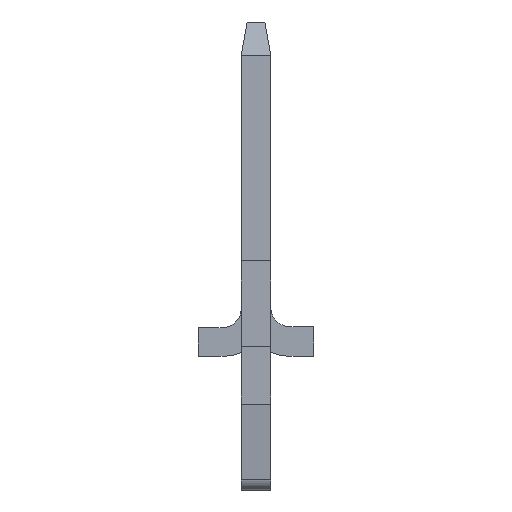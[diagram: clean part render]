
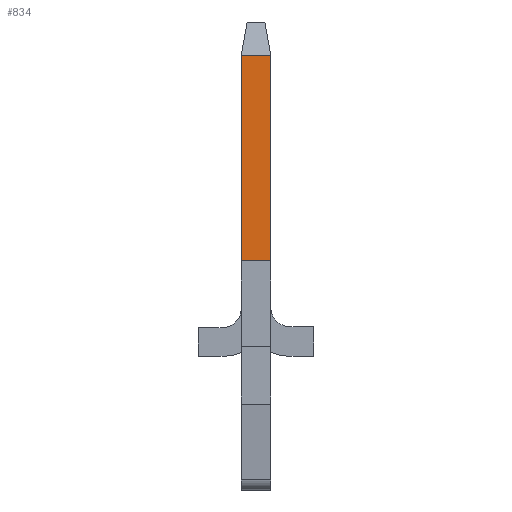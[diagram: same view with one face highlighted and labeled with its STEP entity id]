
A CAD part, left-side view. The second image highlights one B-rep face of the part: STEP entity #834.
In plain terms, the highlighted planar face has unit normal (-1, 0, 0).
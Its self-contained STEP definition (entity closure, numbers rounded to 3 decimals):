
#34=FACE_OUTER_BOUND('',#83,.T.);
#83=EDGE_LOOP('',(#618,#619,#620,#621));
#169=LINE('',#1261,#268);
#172=LINE('',#1273,#271);
#197=LINE('',#1335,#296);
#198=LINE('',#1337,#297);
#268=VECTOR('',#999,5.461);
#271=VECTOR('',#1010,5.461);
#296=VECTOR('',#1053,0.787);
#297=VECTOR('',#1056,0.787);
#347=VERTEX_POINT('',#1206);
#374=VERTEX_POINT('',#1259);
#378=VERTEX_POINT('',#1270);
#379=VERTEX_POINT('',#1272);
#452=EDGE_CURVE('',#374,#347,#169,.T.);
#457=EDGE_CURVE('',#379,#378,#172,.T.);
#489=EDGE_CURVE('',#347,#378,#197,.T.);
#490=EDGE_CURVE('',#374,#379,#198,.T.);
#618=ORIENTED_EDGE('',*,*,#452,.F.);
#619=ORIENTED_EDGE('',*,*,#490,.T.);
#620=ORIENTED_EDGE('',*,*,#457,.T.);
#621=ORIENTED_EDGE('',*,*,#489,.F.);
#798=PLANE('',#911);
#834=ADVANCED_FACE('',(#34),#798,.T.);
#911=AXIS2_PLACEMENT_3D('',#1336,#1054,#1055);
#999=DIRECTION('',(0.,0.,1.));
#1010=DIRECTION('',(0.,0.,1.));
#1053=DIRECTION('',(0.,-1.,0.));
#1054=DIRECTION('center_axis',(-1.,0.,0.));
#1055=DIRECTION('ref_axis',(0.,0.,
1.));
#1056=DIRECTION('',(0.,-1.,0.));
#1206=CARTESIAN_POINT('',(-2.375,0.394,8.096));
#1259=CARTESIAN_POINT('',(-2.375,0.394,2.635));
#1261=CARTESIAN_POINT('',(-2.375,0.394,2.635));
#1270=CARTESIAN_POINT('',(-2.375,-0.394,8.096));
#1272=CARTESIAN_POINT('',(-2.375,-0.394,2.635));
#1273=CARTESIAN_POINT('',(-2.375,-0.394,2.635));
#1335=CARTESIAN_POINT('',(-2.375,0.394,8.096));
#1336=CARTESIAN_POINT('Origin',(-2.375,0.394,2.635));
#1337=CARTESIAN_POINT('',(-2.375,0.394,2.635));
